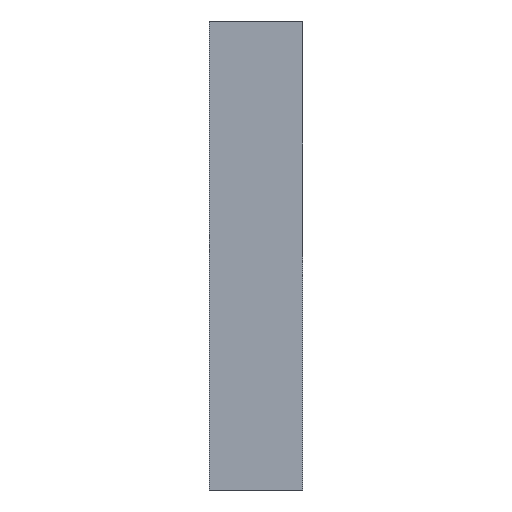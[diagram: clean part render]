
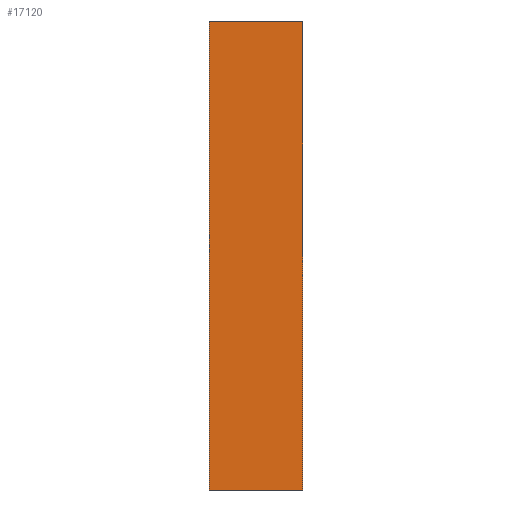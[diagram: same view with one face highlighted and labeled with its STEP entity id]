
A CAD part, left-side view. The second image highlights one B-rep face of the part: STEP entity #17120.
In plain terms, the highlighted planar face has unit normal (1, 0, 0).
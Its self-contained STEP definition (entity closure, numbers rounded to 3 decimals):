
#17081=DIRECTION('',(0.,0.,1.));
#17082=VECTOR('',#17081,100.);
#17083=CARTESIAN_POINT('',(-110.,-3.5,-50.));
#17084=LINE('',#17083,#17082);
#17085=DIRECTION('',(0.,1.,0.));
#17086=VECTOR('',#17085,20.);
#17087=CARTESIAN_POINT('',(-110.,-3.5,50.));
#17088=LINE('',#17087,#17086);
#17089=DIRECTION('',(0.,0.,-1.));
#17090=VECTOR('',#17089,100.);
#17091=CARTESIAN_POINT('',(-110.,16.5,50.));
#17092=LINE('',#17091,#17090);
#17093=DIRECTION('',(0.,-1.,0.));
#17094=VECTOR('',#17093,20.);
#17095=CARTESIAN_POINT('',(-110.,16.5,-50.));
#17096=LINE('',#17095,#17094);
#17097=CARTESIAN_POINT('',(-110.,-3.5,50.));
#17098=CARTESIAN_POINT('',(-110.,-3.5,-50.));
#17099=VERTEX_POINT('',#17097);
#17100=VERTEX_POINT('',#17098);
#17101=CARTESIAN_POINT('',(-110.,16.5,50.));
#17102=CARTESIAN_POINT('',(-110.,16.5,-50.));
#17103=VERTEX_POINT('',#17101);
#17104=VERTEX_POINT('',#17102);
#17105=CARTESIAN_POINT('',(-110.,-3.5,50.));
#17106=DIRECTION('',(1.,0.,0.));
#17107=DIRECTION('',(0.,0.,-1.));
#17108=AXIS2_PLACEMENT_3D('',#17105,#17106,#17107);
#17109=PLANE('',#17108);
#17111=ORIENTED_EDGE('',*,*,#17110,.T.);
#17113=ORIENTED_EDGE('',*,*,#17112,.T.);
#17115=ORIENTED_EDGE('',*,*,#17114,.T.);
#17117=ORIENTED_EDGE('',*,*,#17116,.T.);
#17118=EDGE_LOOP('',(#17111,#17113,#17115,#17117));
#17119=FACE_OUTER_BOUND('',#17118,.F.);
#17120=ADVANCED_FACE('',(#17119),#17109,.T.);
#17110=EDGE_CURVE('',#17100,#17099,#17084,.T.);
#17112=EDGE_CURVE('',#17099,#17103,#17088,.T.);
#17114=EDGE_CURVE('',#17103,#17104,#17092,.T.);
#17116=EDGE_CURVE('',#17104,#17100,#17096,.T.);
